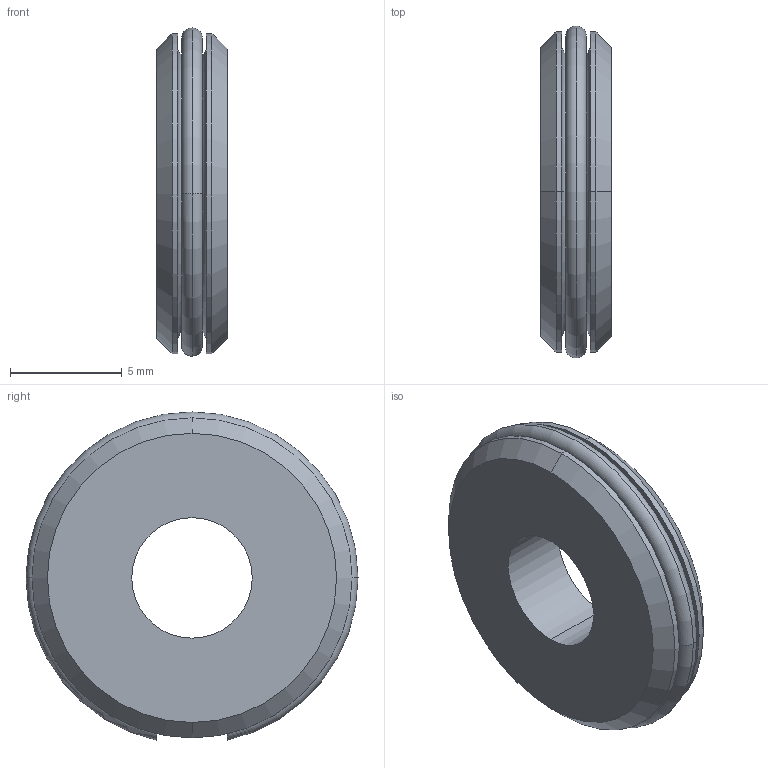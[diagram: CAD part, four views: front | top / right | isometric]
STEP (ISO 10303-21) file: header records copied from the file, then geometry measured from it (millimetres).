
FILE_DESCRIPTION (( 'STEP AP203' ), '1' );
FILE_NAME ('GSK-DISS-K.STEP', '2025-08-27T12:50:07', ( '' ), ( '' ), 'SwSTEP 2.0', 'SolidWorks 2018', '' );
FILE_SCHEMA (( 'CONFIG_CONTROL_DESIGN' ));
Length unit declared in the file: inch
Products named in the file (3): PRT-002399; GSK-DISS-K; PRT-002742
Assembly tree (2 placements, depth 2):
  GSK-DISS-K
    PRT-002399
    PRT-002742
Bounding box: 3.17 x 14.87 x 14.7 mm (x, y, z)
Volume: 392 mm3; surface area: 626.5 mm2
Topology: 2 solids, 2 shells, 26 faces, 50 edges, 30 vertices
Faces by surface type: torus 10, cylinder 6, plane 6, cone 4
Entity records: 1013 total; most frequent: CARTESIAN_POINT 147, DIRECTION 144, ORIENTED_EDGE 100, AXIS2_PLACEMENT_3D 67, EDGE_CURVE 50, CIRCLE 36, VERTEX_POINT 30, EDGE_LOOP 30
